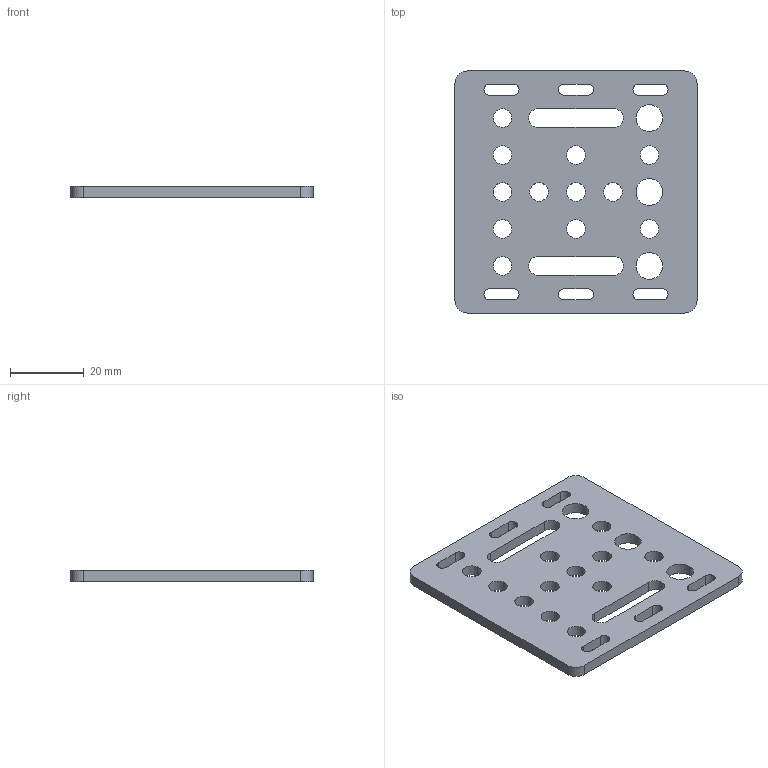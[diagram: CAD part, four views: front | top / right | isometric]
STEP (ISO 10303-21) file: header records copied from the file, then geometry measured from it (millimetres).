
FILE_DESCRIPTION(/* description */ (''),/* implementation_level */ '2;1');
FILE_NAME(/* name */ '20mm gantry plate.stp',/* time_stamp */ '2016-04-20T00:21:48-07:00',/* author */ ('Ben'),/* organization */ (''),/* preprocessor_version */ 'ST-DEVELOPER v15.2',/* originating_system */ 'Autodesk Inventor 2014',/* authorisation */ '');
FILE_SCHEMA (('AUTOMOTIVE_DESIGN { 1 0 10303 214 3 1 1 }'));
Length unit declared in the file: millimetre
Products named in the file (1): 20mm gantry plate
Bounding box: 65.5 x 65.5 x 3 mm (x, y, z)
Volume: 10552.8 mm3; surface area: 9318.4 mm2
Topology: 1 solids, 1 shells, 57 faces, 165 edges, 110 vertices
Faces by surface type: cylinder 35, plane 22
Full cylindrical faces by diameter (mm): 5 x12, 7.2 x3
Entity records: 2011 total; most frequent: DIRECTION 336, CARTESIAN_POINT 318, ORIENTED_EDGE 300, EDGE_CURVE 150, AXIS2_PLACEMENT_3D 128, EDGE_LOOP 118, VERTEX_POINT 110, LINE 80
